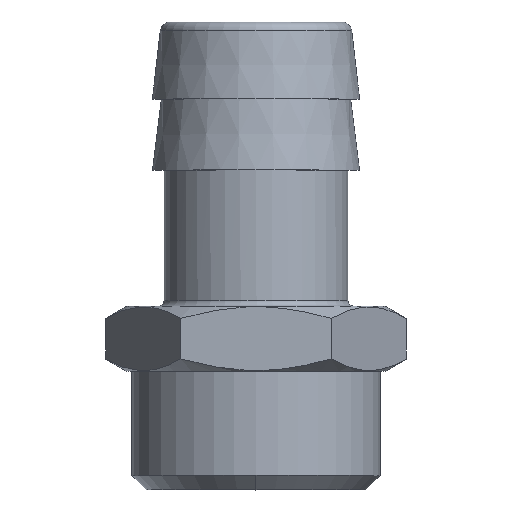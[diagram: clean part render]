
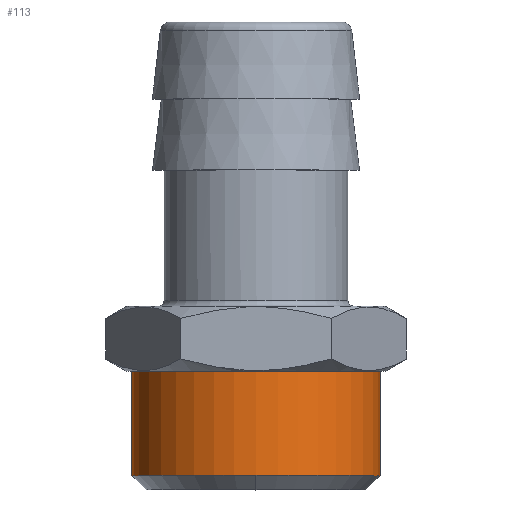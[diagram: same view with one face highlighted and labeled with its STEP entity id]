
A CAD part, top view. The second image highlights one B-rep face of the part: STEP entity #113.
In plain terms, the highlighted cylindrical face has radius 10.477 mm (diameter 20.955 mm), a partial arc.
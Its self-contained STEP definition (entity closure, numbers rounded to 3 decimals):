
#113=ADVANCED_FACE('',(#234),#235,.T.);
#234=FACE_OUTER_BOUND('',#361,.T.);
#235=CYLINDRICAL_SURFACE('',#362,10.478);
#361=EDGE_LOOP('',(#616,#617,#618,#619,#620));
#362=AXIS2_PLACEMENT_3D('',#621,#622,#623);
#616=ORIENTED_EDGE('',*,*,#840,.T.);
#617=ORIENTED_EDGE('',*,*,#782,.T.);
#618=ORIENTED_EDGE('',*,*,#791,.T.);
#619=ORIENTED_EDGE('',*,*,#841,.T.);
#620=ORIENTED_EDGE('',*,*,#842,.F.);
#621=CARTESIAN_POINT('',(0.0,26.013,0.0));
#622=DIRECTION('',(0.0,1.0,-0.0));
#623=DIRECTION('',(-1.0,0.0,0.0));
#782=EDGE_CURVE('',#941,#939,#942,.T.);
#791=EDGE_CURVE('',#939,#952,#954,.T.);
#840=EDGE_CURVE('',#1021,#941,#1022,.T.);
#841=EDGE_CURVE('',#952,#1023,#1024,.T.);
#842=EDGE_CURVE('',#1021,#1023,#1025,.T.);
#939=VERTEX_POINT('',#1169);
#941=VERTEX_POINT('',#1172);
#942=CIRCLE('',#1173,10.478);
#952=VERTEX_POINT('',#1210);
#954=CIRCLE('',#1212,10.478);
#1021=VERTEX_POINT('',#1309);
#1022=LINE('',#1310,#1311);
#1023=VERTEX_POINT('',#1312);
#1024=LINE('',#1313,#1314);
#1025=CIRCLE('',#1315,10.478);
#1169=CARTESIAN_POINT('',(0.,-14.3,10.478));
#1172=CARTESIAN_POINT('',(-10.478,-14.3,0.0));
#1173=AXIS2_PLACEMENT_3D('',#1444,#1445,#1446);
#1210=CARTESIAN_POINT('',(10.478,-14.3,0.));
#1212=AXIS2_PLACEMENT_3D('',#1456,#1457,#1458);
#1309=CARTESIAN_POINT('',(-10.478,-5.5,0.));
#1310=CARTESIAN_POINT('',(-10.478,-9.9,0.));
#1311=VECTOR('',#1531,1.0);
#1312=CARTESIAN_POINT('',(10.478,-5.5,0.0));
#1313=CARTESIAN_POINT('',(10.478,-9.9,0.));
#1314=VECTOR('',#1532,1.0);
#1315=AXIS2_PLACEMENT_3D('',#1533,#1534,#1535);
#1444=CARTESIAN_POINT('',(0.0,-14.3,0.0));
#1445=DIRECTION('',(0.0,1.0,0.0));
#1446=DIRECTION('',(-1.0,0.0,0.0));
#1456=CARTESIAN_POINT('',(0.0,-14.3,0.0));
#1457=DIRECTION('',(0.0,1.0,0.0));
#1458=DIRECTION('',(-1.0,0.0,0.0));
#1531=DIRECTION('',(-0.0,-1.0,-0.0));
#1532=DIRECTION('',(0.0,1.0,-0.0));
#1533=CARTESIAN_POINT('',(0.0,-5.5,0.0));
#1534=DIRECTION('',(-0.0,1.0,0.0));
#1535=DIRECTION('',(1.0,0.0,0.0));
